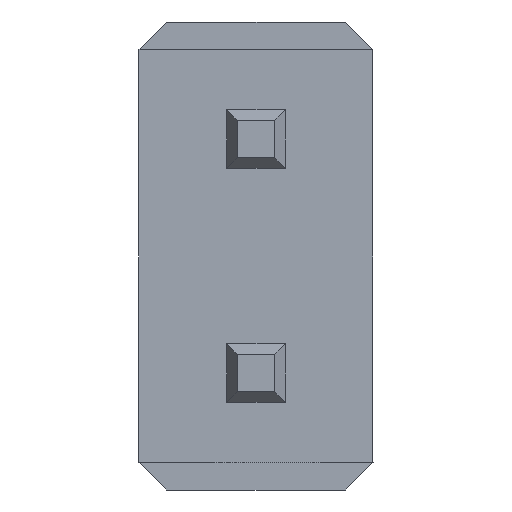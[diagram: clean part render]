
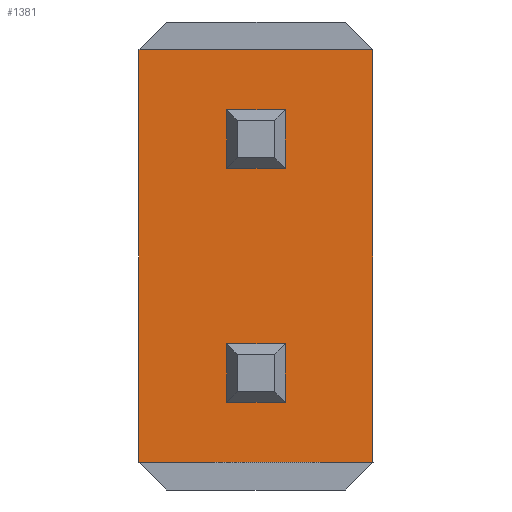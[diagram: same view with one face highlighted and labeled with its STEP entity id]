
A CAD part, front view. The second image highlights one B-rep face of the part: STEP entity #1381.
In plain terms, the highlighted planar face has unit normal (0, -1, 0).
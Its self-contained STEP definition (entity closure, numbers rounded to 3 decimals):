
#19 = CARTESIAN_POINT ( 'NONE',  ( -0.32, 0.34, -0.32 ) ) ;
#23 = CARTESIAN_POINT ( 'NONE',  ( -0.32, 0.34, -2.22 ) ) ;
#45 = CARTESIAN_POINT ( 'NONE',  ( 0.32, 0.34, -3.51 ) ) ;
#48 = VERTEX_POINT ( 'NONE', #1268 ) ;
#53 = EDGE_CURVE ( 'NONE', #1271, #114, #458, .T. ) ;
#71 = DIRECTION ( 'NONE',  ( 0., 0., -1. ) ) ;
#87 = ORIENTED_EDGE ( 'NONE', *, *, #1094, .T. ) ;
#101 = LINE ( 'NONE', #510, #1026 ) ;
#105 = LINE ( 'NONE', #412, #169 ) ;
#114 = VERTEX_POINT ( 'NONE', #292 ) ;
#135 = EDGE_LOOP ( 'NONE', ( #750, #1171, #865, #1138 ) ) ;
#136 = VECTOR ( 'NONE', #1125, 1000. ) ;
#143 = ORIENTED_EDGE ( 'NONE', *, *, #543, .T. ) ;
#148 = VERTEX_POINT ( 'NONE', #199 ) ;
#164 = ORIENTED_EDGE ( 'NONE', *, *, #603, .F. ) ;
#169 = VECTOR ( 'NONE', #71, 1000. ) ;
#180 = EDGE_LOOP ( 'NONE', ( #820, #143, #952, #164 ) ) ;
#184 = FACE_OUTER_BOUND ( 'NONE', #1391, .T. ) ;
#194 = CARTESIAN_POINT ( 'NONE',  ( 1.271, 0.34, -3.51 ) ) ;
#199 = CARTESIAN_POINT ( 'NONE',  ( -1.27, 0.34, -3.51 ) ) ;
#211 = EDGE_CURVE ( 'NONE', #1271, #1226, #1115, .T. ) ;
#214 = VECTOR ( 'NONE', #1296, 1000. ) ;
#253 = LINE ( 'NONE', #194, #380 ) ;
#292 = CARTESIAN_POINT ( 'NONE',  ( 0.32, 0.34, 0.32 ) ) ;
#308 = DIRECTION ( 'NONE',  ( -1., 0., 0. ) ) ;
#331 = VECTOR ( 'NONE', #1038, 1000. ) ;
#339 = VECTOR ( 'NONE', #602, 1000. ) ;
#366 = EDGE_CURVE ( 'NONE', #48, #148, #253, .T. ) ;
#380 = VECTOR ( 'NONE', #308, 1000. ) ;
#388 = VERTEX_POINT ( 'NONE', #1168 ) ;
#412 = CARTESIAN_POINT ( 'NONE',  ( -1.27, 0.34, -3.81 ) ) ;
#428 = CARTESIAN_POINT ( 'NONE',  ( -0.32, 0.34, -0.32 ) ) ;
#439 = CARTESIAN_POINT ( 'NONE',  ( 0.32, 0.34, -2.86 ) ) ;
#458 = LINE ( 'NONE', #1362, #331 ) ;
#473 = VECTOR ( 'NONE', #1287, 1000. ) ;
#510 = CARTESIAN_POINT ( 'NONE',  ( -0.32, 0.34, 0.32 ) ) ;
#543 = EDGE_CURVE ( 'NONE', #388, #1232, #1322, .T. ) ;
#555 = VECTOR ( 'NONE', #888, 1000. ) ;
#586 = CARTESIAN_POINT ( 'NONE',  ( 0.32, 0.34, -2.22 ) ) ;
#597 = CARTESIAN_POINT ( 'NONE',  ( 1.27, 0.34, 0.97 ) ) ;
#598 = EDGE_CURVE ( 'NONE', #1403, #114, #101, .T. ) ;
#602 = DIRECTION ( 'NONE',  ( 0., 0., 1. ) ) ;
#603 = EDGE_CURVE ( 'NONE', #792, #1338, #1235, .T. ) ;
#617 = LINE ( 'NONE', #797, #339 ) ;
#634 = LINE ( 'NONE', #1228, #1160 ) ;
#658 = CARTESIAN_POINT ( 'NONE',  ( -0.32, 0.34, -2.86 ) ) ;
#661 = EDGE_CURVE ( 'NONE', #683, #148, #105, .T. ) ;
#683 = VERTEX_POINT ( 'NONE', #1259 ) ;
#684 = CARTESIAN_POINT ( 'NONE',  ( -0.32, 0.34, 0.32 ) ) ;
#702 = CARTESIAN_POINT ( 'NONE',  ( 0.32, 0.34, -0.32 ) ) ;
#750 = ORIENTED_EDGE ( 'NONE', *, *, #211, .T. ) ;
#791 = LINE ( 'NONE', #1339, #1320 ) ;
#792 = VERTEX_POINT ( 'NONE', #439 ) ;
#797 = CARTESIAN_POINT ( 'NONE',  ( -0.32, 0.34, -0.32 ) ) ;
#802 = DIRECTION ( 'NONE',  ( -1., 0., 0. ) ) ;
#810 = LINE ( 'NONE', #1077, #473 ) ;
#820 = ORIENTED_EDGE ( 'NONE', *, *, #1307, .T. ) ;
#830 = EDGE_CURVE ( 'NONE', #683, #1383, #810, .T. ) ;
#833 = ORIENTED_EDGE ( 'NONE', *, *, #366, .F. ) ;
#865 = ORIENTED_EDGE ( 'NONE', *, *, #598, .T. ) ;
#888 = DIRECTION ( 'NONE',  ( 0., 0., 1. ) ) ;
#899 = ORIENTED_EDGE ( 'NONE', *, *, #661, .T. ) ;
#907 = DIRECTION ( 'NONE',  ( 0., 0., 1. ) ) ;
#925 = DIRECTION ( 'NONE',  ( 1., 0., 0. ) ) ;
#952 = ORIENTED_EDGE ( 'NONE', *, *, #1313, .T. ) ;
#961 = LINE ( 'NONE', #986, #555 ) ;
#986 = CARTESIAN_POINT ( 'NONE',  ( 1.27, 0.34, -3.81 ) ) ;
#994 = ORIENTED_EDGE ( 'NONE', *, *, #830, .F. ) ;
#1005 = PLANE ( 'NONE',  #1263 ) ;
#1026 = VECTOR ( 'NONE', #925, 1000. ) ;
#1038 = DIRECTION ( 'NONE',  ( 0., 0., 1. ) ) ;
#1077 = CARTESIAN_POINT ( 'NONE',  ( 1.271, 0.34, 0.97 ) ) ;
#1094 = EDGE_CURVE ( 'NONE', #48, #1383, #961, .T. ) ;
#1115 = LINE ( 'NONE', #428, #214 ) ;
#1121 = DIRECTION ( 'NONE',  ( 1., 0., 0. ) ) ;
#1125 = DIRECTION ( 'NONE',  ( 0., 0., 1. ) ) ;
#1126 = FACE_BOUND ( 'NONE', #180, .T. ) ;
#1136 = DIRECTION ( 'NONE',  ( 0., 0., 1. ) ) ;
#1138 = ORIENTED_EDGE ( 'NONE', *, *, #53, .F. ) ;
#1160 = VECTOR ( 'NONE', #802, 1000. ) ;
#1168 = CARTESIAN_POINT ( 'NONE',  ( -0.32, 0.34, -2.86 ) ) ;
#1171 = ORIENTED_EDGE ( 'NONE', *, *, #1256, .T. ) ;
#1196 = VECTOR ( 'NONE', #1136, 1000. ) ;
#1223 = DIRECTION ( 'NONE',  ( 0., 1., 0. ) ) ;
#1226 = VERTEX_POINT ( 'NONE', #19 ) ;
#1227 = CARTESIAN_POINT ( 'NONE',  ( 1.271, 0.34, -3.51 ) ) ;
#1228 = CARTESIAN_POINT ( 'NONE',  ( -0.32, 0.34, -2.86 ) ) ;
#1232 = VERTEX_POINT ( 'NONE', #23 ) ;
#1235 = LINE ( 'NONE', #45, #1196 ) ;
#1247 = FACE_BOUND ( 'NONE', #135, .T. ) ;
#1256 = EDGE_CURVE ( 'NONE', #1226, #1403, #617, .T. ) ;
#1259 = CARTESIAN_POINT ( 'NONE',  ( -1.27, 0.34, 0.97 ) ) ;
#1263 = AXIS2_PLACEMENT_3D ( 'NONE', #1227, #1223, #907 ) ;
#1268 = CARTESIAN_POINT ( 'NONE',  ( 1.27, 0.34, -3.51 ) ) ;
#1271 = VERTEX_POINT ( 'NONE', #702 ) ;
#1287 = DIRECTION ( 'NONE',  ( 1., 0., 0. ) ) ;
#1296 = DIRECTION ( 'NONE',  ( -1., 0., 0. ) ) ;
#1307 = EDGE_CURVE ( 'NONE', #792, #388, #634, .T. ) ;
#1313 = EDGE_CURVE ( 'NONE', #1232, #1338, #791, .T. ) ;
#1320 = VECTOR ( 'NONE', #1121, 1000. ) ;
#1322 = LINE ( 'NONE', #658, #136 ) ;
#1338 = VERTEX_POINT ( 'NONE', #586 ) ;
#1339 = CARTESIAN_POINT ( 'NONE',  ( -0.32, 0.34, -2.22 ) ) ;
#1362 = CARTESIAN_POINT ( 'NONE',  ( 0.32, 0.34, -3.51 ) ) ;
#1381 = ADVANCED_FACE ( 'NONE', ( #1126, #184, #1247 ), #1005, .F. ) ;
#1383 = VERTEX_POINT ( 'NONE', #597 ) ;
#1391 = EDGE_LOOP ( 'NONE', ( #994, #899, #833, #87 ) ) ;
#1403 = VERTEX_POINT ( 'NONE', #684 ) ;
